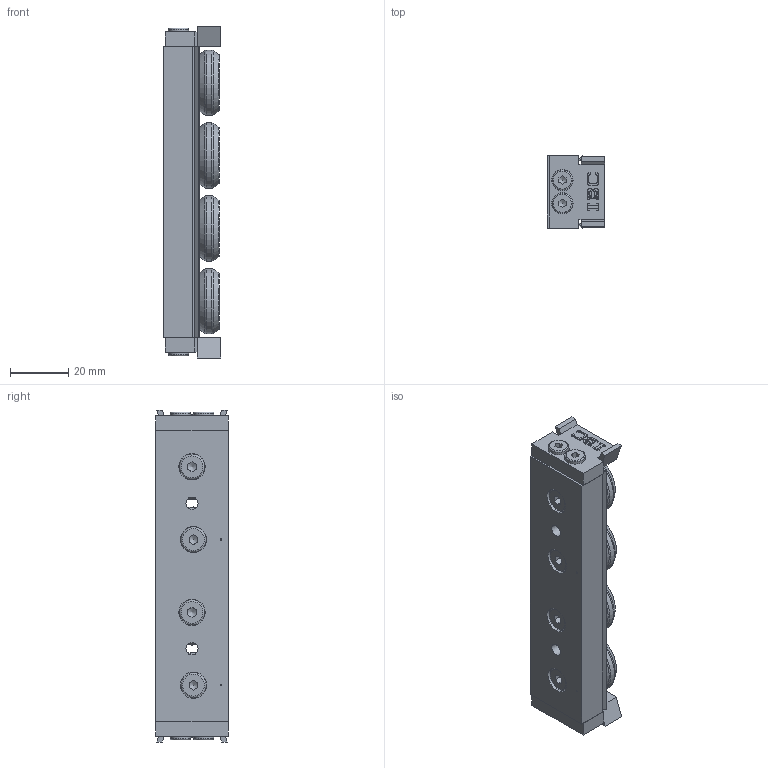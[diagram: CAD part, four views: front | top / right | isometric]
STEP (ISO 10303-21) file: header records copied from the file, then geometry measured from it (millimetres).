
FILE_DESCRIPTION((''),'2;1');
FILE_NAME('CL 28H-22-A.2RS.AUS.stp','2011-03-04T14:03:53',('MKoza'),(''),'Autodesk Inventor 2009','Autodesk Inventor 2009','');
FILE_SCHEMA(('AUTOMOTIVE_DESIGN { 1 0 10303 214 1 1 1 1 }'));
Length unit declared in the file: millimetre
Products named in the file (7): CL 28H-.2RS.AUS; LL.CL 28H-21; ABS U28H; DIN 7984 M4 x 6; CBRS(E) 23-28H.2RS; DIN 7984 M5 x 8; Abstreiferlippe
Assembly tree (17 placements, depth 2):
  CL 28H-.2RS.AUS
    LL.CL 28H-21
    ABS U28H  x2
    DIN 7984 M4 x 6  x4
    CBRS(E) 23-28H.2RS  x4
    DIN 7984 M5 x 8  x4
    Abstreiferlippe  x2
Bounding box: 19.7 x 25 x 114 mm (x, y, z)
Volume: 39802.4 mm3; surface area: 25872.5 mm2
Topology: 17 solids, 17 shells, 542 faces, 1254 edges, 786 vertices
Faces by surface type: plane 266, cylinder 134, bspline 66, torus 48, cone 28
Full cylindrical faces by diameter (mm): 4 x4, 5 x4, 7 x8, 8.5 x4, 10 x4, 22.4 x4
Entity records: 7327 total; most frequent: CARTESIAN_POINT 1846, DIRECTION 1091, ORIENTED_EDGE 994, EDGE_CURVE 497, AXIS2_PLACEMENT_3D 391, VERTEX_POINT 341, EDGE_LOOP 332, VECTOR 309
